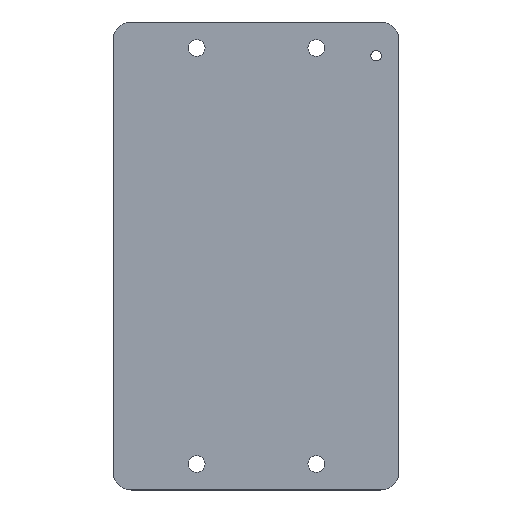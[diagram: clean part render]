
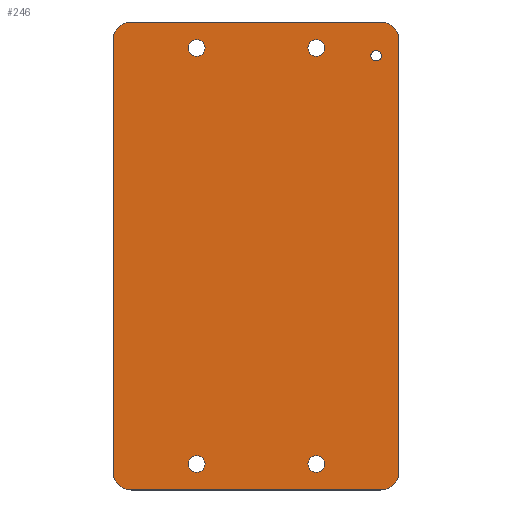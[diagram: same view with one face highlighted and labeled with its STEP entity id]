
A CAD part, top view. The second image highlights one B-rep face of the part: STEP entity #246.
In plain terms, the highlighted planar face has unit normal (0, 0, 1).
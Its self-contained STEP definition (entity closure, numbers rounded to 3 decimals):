
#42 = VERTEX_POINT('',#43);
#43 = CARTESIAN_POINT('',(-29.086,-83.778,1.6));
#49 = EDGE_CURVE('',#42,#50,#52,.T.);
#50 = VERTEX_POINT('',#51);
#51 = CARTESIAN_POINT('',(-25.586,-87.278,1.6));
#52 = CIRCLE('',#53,3.5);
#53 = AXIS2_PLACEMENT_3D('',#54,#55,#56);
#54 = CARTESIAN_POINT('',(-29.086,-87.278,1.6));
#55 = DIRECTION('',(0.,0.,-1.));
#56 = DIRECTION('',(0.,1.,0.));
#84 = VERTEX_POINT('',#85);
#85 = CARTESIAN_POINT('',(-77.086,-83.778,1.6));
#91 = EDGE_CURVE('',#84,#42,#92,.T.);
#92 = LINE('',#93,#94);
#93 = CARTESIAN_POINT('',(-77.086,-83.778,1.6));
#94 = VECTOR('',#95,1.);
#95 = DIRECTION('',(1.,0.,0.));
#113 = EDGE_CURVE('',#50,#114,#116,.T.);
#114 = VERTEX_POINT('',#115);
#115 = CARTESIAN_POINT('',(-25.586,-170.278,1.6));
#116 = LINE('',#117,#118);
#117 = CARTESIAN_POINT('',(-25.586,-87.278,1.6));
#118 = VECTOR('',#119,1.);
#119 = DIRECTION('',(0.,-1.,0.));
#246 = ADVANCED_FACE('',(#247,#293,#304,#315,#326,#337),#348,.T.);
#247 = FACE_BOUND('',#248,.T.);
#248 = EDGE_LOOP('',(#249,#250,#251,#260,#268,#277,#285,#292));
#249 = ORIENTED_EDGE('',*,*,#49,.F.);
#250 = ORIENTED_EDGE('',*,*,#91,.F.);
#251 = ORIENTED_EDGE('',*,*,#252,.F.);
#252 = EDGE_CURVE('',#253,#84,#255,.T.);
#253 = VERTEX_POINT('',#254);
#254 = CARTESIAN_POINT('',(-80.586,-87.278,1.6));
#255 = CIRCLE('',#256,3.5);
#256 = AXIS2_PLACEMENT_3D('',#257,#258,#259);
#257 = CARTESIAN_POINT('',(-77.086,-87.278,1.6));
#258 = DIRECTION('',(0.,0.,-1.));
#259 = DIRECTION('',(-1.,0.,-0.));
#260 = ORIENTED_EDGE('',*,*,#261,.F.);
#261 = EDGE_CURVE('',#262,#253,#264,.T.);
#262 = VERTEX_POINT('',#263);
#263 = CARTESIAN_POINT('',(-80.586,-170.278,1.6));
#264 = LINE('',#265,#266);
#265 = CARTESIAN_POINT('',(-80.586,-170.278,1.6));
#266 = VECTOR('',#267,1.);
#267 = DIRECTION('',(0.,1.,0.));
#268 = ORIENTED_EDGE('',*,*,#269,.F.);
#269 = EDGE_CURVE('',#270,#262,#272,.T.);
#270 = VERTEX_POINT('',#271);
#271 = CARTESIAN_POINT('',(-77.086,-173.778,1.6));
#272 = CIRCLE('',#273,3.5);
#273 = AXIS2_PLACEMENT_3D('',#274,#275,#276);
#274 = CARTESIAN_POINT('',(-77.086,-170.278,1.6));
#275 = DIRECTION('',(0.,0.,-1.));
#276 = DIRECTION('',(0.,-1.,0.));
#277 = ORIENTED_EDGE('',*,*,#278,.F.);
#278 = EDGE_CURVE('',#279,#270,#281,.T.);
#279 = VERTEX_POINT('',#280);
#280 = CARTESIAN_POINT('',(-29.086,-173.778,1.6));
#281 = LINE('',#282,#283);
#282 = CARTESIAN_POINT('',(-29.086,-173.778,1.6));
#283 = VECTOR('',#284,1.);
#284 = DIRECTION('',(-1.,0.,0.));
#285 = ORIENTED_EDGE('',*,*,#286,.F.);
#286 = EDGE_CURVE('',#114,#279,#287,.T.);
#287 = CIRCLE('',#288,3.5);
#288 = AXIS2_PLACEMENT_3D('',#289,#290,#291);
#289 = CARTESIAN_POINT('',(-29.086,-170.278,1.6));
#290 = DIRECTION('',(0.,0.,-1.));
#291 = DIRECTION('',(1.,0.,0.));
#292 = ORIENTED_EDGE('',*,*,#113,.F.);
#293 = FACE_BOUND('',#294,.T.);
#294 = EDGE_LOOP('',(#295));
#295 = ORIENTED_EDGE('',*,*,#296,.T.);
#296 = EDGE_CURVE('',#297,#297,#299,.T.);
#297 = VERTEX_POINT('',#298);
#298 = CARTESIAN_POINT('',(-64.486,-170.378,1.6));
#299 = CIRCLE('',#300,1.6);
#300 = AXIS2_PLACEMENT_3D('',#301,#302,#303);
#301 = CARTESIAN_POINT('',(-64.486,-168.778,1.6));
#302 = DIRECTION('',(-0.,0.,-1.));
#303 = DIRECTION('',(-0.,-1.,0.));
#304 = FACE_BOUND('',#305,.T.);
#305 = EDGE_LOOP('',(#306));
#306 = ORIENTED_EDGE('',*,*,#307,.T.);
#307 = EDGE_CURVE('',#308,#308,#310,.T.);
#308 = VERTEX_POINT('',#309);
#309 = CARTESIAN_POINT('',(-41.486,-170.378,1.6));
#310 = CIRCLE('',#311,1.6);
#311 = AXIS2_PLACEMENT_3D('',#312,#313,#314);
#312 = CARTESIAN_POINT('',(-41.486,-168.778,1.6));
#313 = DIRECTION('',(-0.,0.,-1.));
#314 = DIRECTION('',(0.,-1.,-0.));
#315 = FACE_BOUND('',#316,.T.);
#316 = EDGE_LOOP('',(#317));
#317 = ORIENTED_EDGE('',*,*,#318,.T.);
#318 = EDGE_CURVE('',#319,#319,#321,.T.);
#319 = VERTEX_POINT('',#320);
#320 = CARTESIAN_POINT('',(-64.486,-90.378,1.6));
#321 = CIRCLE('',#322,1.6);
#322 = AXIS2_PLACEMENT_3D('',#323,#324,#325);
#323 = CARTESIAN_POINT('',(-64.486,-88.778,1.6));
#324 = DIRECTION('',(-0.,0.,-1.));
#325 = DIRECTION('',(-0.,-1.,0.));
#326 = FACE_BOUND('',#327,.T.);
#327 = EDGE_LOOP('',(#328));
#328 = ORIENTED_EDGE('',*,*,#329,.T.);
#329 = EDGE_CURVE('',#330,#330,#332,.T.);
#330 = VERTEX_POINT('',#331);
#331 = CARTESIAN_POINT('',(-41.486,-90.378,1.6));
#332 = CIRCLE('',#333,1.6);
#333 = AXIS2_PLACEMENT_3D('',#334,#335,#336);
#334 = CARTESIAN_POINT('',(-41.486,-88.778,1.6));
#335 = DIRECTION('',(-0.,0.,-1.));
#336 = DIRECTION('',(0.,-1.,-0.));
#337 = FACE_BOUND('',#338,.T.);
#338 = EDGE_LOOP('',(#339));
#339 = ORIENTED_EDGE('',*,*,#340,.F.);
#340 = EDGE_CURVE('',#341,#341,#343,.T.);
#341 = VERTEX_POINT('',#342);
#342 = CARTESIAN_POINT('',(-28.986,-90.278,1.6));
#343 = CIRCLE('',#344,1.);
#344 = AXIS2_PLACEMENT_3D('',#345,#346,#347);
#345 = CARTESIAN_POINT('',(-29.986,-90.278,1.6));
#346 = DIRECTION('',(0.,0.,1.));
#347 = DIRECTION('',(1.,0.,-0.));
#348 = PLANE('',#349);
#349 = AXIS2_PLACEMENT_3D('',#350,#351,#352);
#350 = CARTESIAN_POINT('',(0.,0.,1.6));
#351 = DIRECTION('',(0.,0.,1.));
#352 = DIRECTION('',(1.,0.,-0.));
